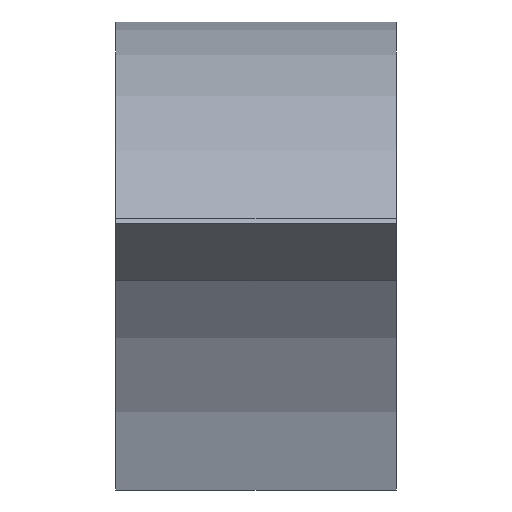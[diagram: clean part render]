
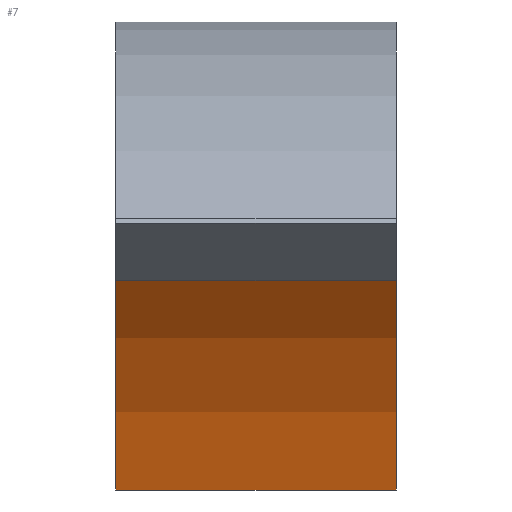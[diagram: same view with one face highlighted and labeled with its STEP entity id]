
A CAD part, front view. The second image highlights one B-rep face of the part: STEP entity #7.
In plain terms, the highlighted cylindrical face has radius 82.651 mm (diameter 165.301 mm), a partial arc.
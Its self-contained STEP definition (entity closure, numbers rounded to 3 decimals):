
#4 = AXIS2_PLACEMENT_3D ( 'NONE', #72, #132, #333 ) ;
#7 = ADVANCED_FACE ( 'NONE', ( #261 ), #189, .F. ) ;
#8 = ORIENTED_EDGE ( 'NONE', *, *, #195, .T. ) ;
#19 = AXIS2_PLACEMENT_3D ( 'NONE', #109, #307, #136 ) ;
#47 = DIRECTION ( 'NONE',  ( -1., 0., 0. ) ) ;
#50 = VECTOR ( 'NONE', #47, 1000. ) ;
#62 = VECTOR ( 'NONE', #267, 1000. ) ;
#72 = CARTESIAN_POINT ( 'NONE',  ( -24., -57.651, 90.744 ) ) ;
#83 = CIRCLE ( 'NONE', #19, 82.651 ) ;
#96 = CARTESIAN_POINT ( 'NONE',  ( 24., -3.427, 153.121 ) ) ;
#109 = CARTESIAN_POINT ( 'NONE',  ( 24., -57.651, 90.744 ) ) ;
#113 = ORIENTED_EDGE ( 'NONE', *, *, #357, .F. ) ;
#122 = DIRECTION ( 'NONE',  ( 0., 0., 1. ) ) ;
#125 = CARTESIAN_POINT ( 'NONE',  ( 24., -57.651, 90.744 ) ) ;
#128 = CIRCLE ( 'NONE', #4, 82.651 ) ;
#129 = CARTESIAN_POINT ( 'NONE',  ( -24., -40., 10. ) ) ;
#132 = DIRECTION ( 'NONE',  ( -1., 0., 0. ) ) ;
#136 = DIRECTION ( 'NONE',  ( 0., 0., 1. ) ) ;
#157 = LINE ( 'NONE', #244, #50 ) ;
#160 = CARTESIAN_POINT ( 'NONE',  ( -24., -3.427, 153.121 ) ) ;
#177 = ORIENTED_EDGE ( 'NONE', *, *, #250, .T. ) ;
#189 = CYLINDRICAL_SURFACE ( 'NONE', #215, 82.651 ) ;
#195 = EDGE_CURVE ( 'NONE', #346, #207, #371, .T. ) ;
#198 = VERTEX_POINT ( 'NONE', #352 ) ;
#207 = VERTEX_POINT ( 'NONE', #160 ) ;
#210 = DIRECTION ( 'NONE',  ( -1., 0., 0. ) ) ;
#215 = AXIS2_PLACEMENT_3D ( 'NONE', #125, #210, #122 ) ;
#231 = VERTEX_POINT ( 'NONE', #129 ) ;
#244 = CARTESIAN_POINT ( 'NONE',  ( 24., -40., 10. ) ) ;
#250 = EDGE_CURVE ( 'NONE', #207, #231, #128, .T. ) ;
#261 = FACE_OUTER_BOUND ( 'NONE', #289, .T. ) ;
#267 = DIRECTION ( 'NONE',  ( -1., 0., 0. ) ) ;
#289 = EDGE_LOOP ( 'NONE', ( #177, #324, #113, #8 ) ) ;
#307 = DIRECTION ( 'NONE',  ( -1., 0., 0. ) ) ;
#324 = ORIENTED_EDGE ( 'NONE', *, *, #350, .F. ) ;
#333 = DIRECTION ( 'NONE',  ( 0., 0., 1. ) ) ;
#346 = VERTEX_POINT ( 'NONE', #368 ) ;
#350 = EDGE_CURVE ( 'NONE', #198, #231, #157, .T. ) ;
#352 = CARTESIAN_POINT ( 'NONE',  ( 24., -40., 10. ) ) ;
#357 = EDGE_CURVE ( 'NONE', #346, #198, #83, .T. ) ;
#368 = CARTESIAN_POINT ( 'NONE',  ( 24., -3.427, 153.121 ) ) ;
#371 = LINE ( 'NONE', #96, #62 ) ;
